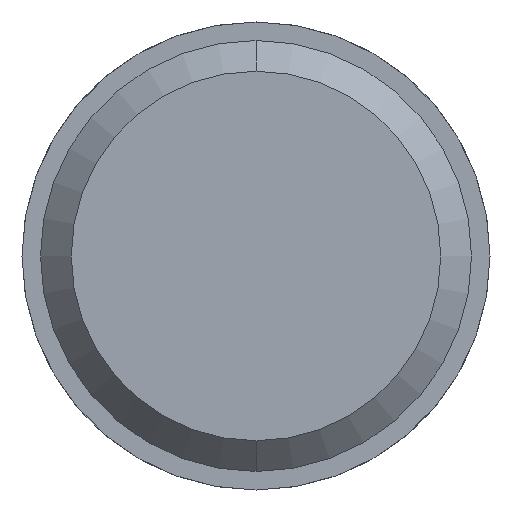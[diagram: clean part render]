
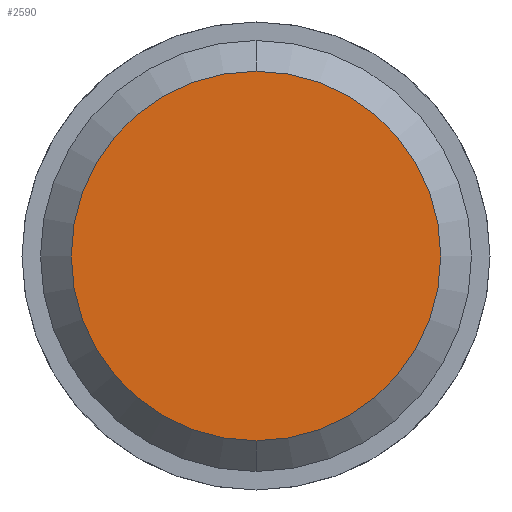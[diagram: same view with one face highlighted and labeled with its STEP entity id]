
A CAD part, front view. The second image highlights one B-rep face of the part: STEP entity #2590.
In plain terms, the highlighted planar face has unit normal (0, -1, 0).
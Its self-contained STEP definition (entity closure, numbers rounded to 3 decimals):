
#563 = DIRECTION ( 'NONE',  ( 0., 1., 0. ) ) ;
#726 = CARTESIAN_POINT ( 'NONE',  ( 0., -16.8, 0. ) ) ;
#763 = ORIENTED_EDGE ( 'NONE', *, *, #3826, .F. ) ;
#1101 = DIRECTION ( 'NONE',  ( 0., 0., -1. ) ) ;
#1468 = CARTESIAN_POINT ( 'NONE',  ( 0., -16.8, 1.5 ) ) ;
#1583 = VERTEX_POINT ( 'NONE', #6877 ) ;
#1804 = DIRECTION ( 'NONE',  ( 0., 1., 0. ) ) ;
#2053 = EDGE_LOOP ( 'NONE', ( #763, #4956 ) ) ;
#2270 = AXIS2_PLACEMENT_3D ( 'NONE', #726, #8310, #2960 ) ;
#2590 = ADVANCED_FACE ( 'Defeature ausgef�hrt3_18', ( #9741 ), #6714, .F. ) ;
#2887 = DIRECTION ( 'NONE',  ( 0., 0., -1. ) ) ;
#2960 = DIRECTION ( 'NONE',  ( 0., 0., -1. ) ) ;
#3651 = CIRCLE ( 'NONE', #4946, 1.5 ) ;
#3697 = CARTESIAN_POINT ( 'NONE',  ( 0., -16.8, 0. ) ) ;
#3826 = EDGE_CURVE ( 'Defeature ausgef�hrt3_17+Defeature ausgef�hrt3_18+Defeature ausgef�hrt3_18+Defeature ausgef�hrt3_18', #1583, #9351, #3651, .T. ) ;
#4265 = AXIS2_PLACEMENT_3D ( 'NONE', #8721, #1804, #1101 ) ;
#4426 = CIRCLE ( 'NONE', #4265, 1.5 ) ;
#4946 = AXIS2_PLACEMENT_3D ( 'NONE', #3697, #563, #2887 ) ;
#4956 = ORIENTED_EDGE ( 'NONE', *, *, #8536, .F. ) ;
#6714 = PLANE ( 'NONE',  #2270 ) ;
#6877 = CARTESIAN_POINT ( 'NONE',  ( 0., -16.8, -1.5 ) ) ;
#8310 = DIRECTION ( 'NONE',  ( 0., 1., 0. ) ) ;
#8536 = EDGE_CURVE ( 'Defeature ausgef�hrt3_17+Defeature ausgef�hrt3_18+Defeature ausgef�hrt3_18+Defeature ausgef�hrt3_18', #9351, #1583, #4426, .T. ) ;
#8721 = CARTESIAN_POINT ( 'NONE',  ( 0., -16.8, 0. ) ) ;
#9351 = VERTEX_POINT ( 'NONE', #1468 ) ;
#9741 = FACE_OUTER_BOUND ( 'NONE', #2053, .T. ) ;
